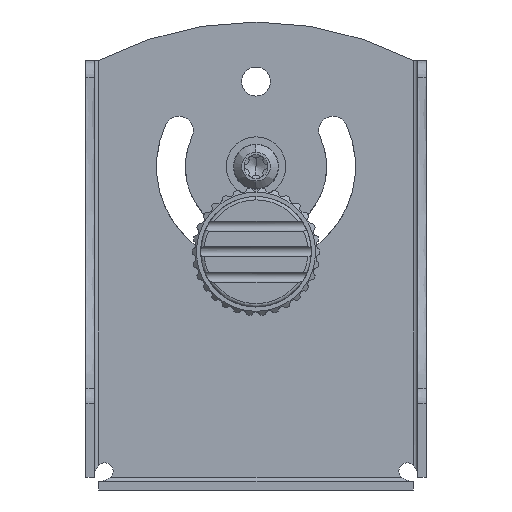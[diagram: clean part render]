
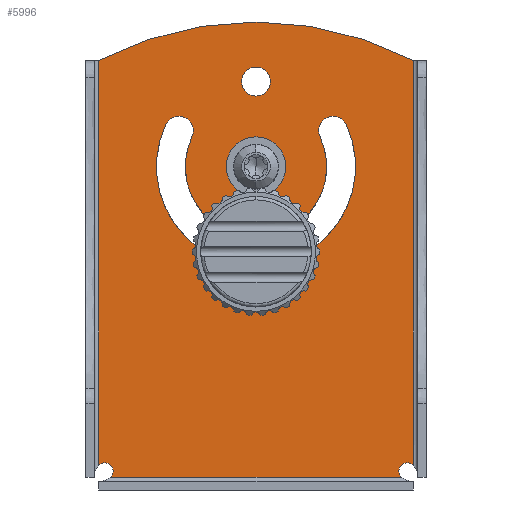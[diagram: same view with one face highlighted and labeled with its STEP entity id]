
A CAD part, left-side view. The second image highlights one B-rep face of the part: STEP entity #5996.
In plain terms, the highlighted planar face has unit normal (-1, 0, 0).
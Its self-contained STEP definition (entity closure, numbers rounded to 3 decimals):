
#1811=CARTESIAN_POINT('',(-76.,17.793,2.207));
#1812=DIRECTION('',(1.,0.,0.));
#1813=DIRECTION('',(0.,0.707,0.707));
#1814=AXIS2_PLACEMENT_3D('',#1811,#1812,#1813);
#1816=CARTESIAN_POINT('',(-76.,0.,15.));
#1817=DIRECTION('',(-1.,0.,0.));
#1818=DIRECTION('',(0.,0.,1.));
#1819=AXIS2_PLACEMENT_3D('',#1816,#1817,#1818);
#1821=CARTESIAN_POINT('',(-76.,0.,15.));
#1822=DIRECTION('',(-1.,0.,0.));
#1823=DIRECTION('',(0.,-0.463,0.887));
#1824=AXIS2_PLACEMENT_3D('',#1821,#1822,#1823);
#1826=CARTESIAN_POINT('',(-76.,-17.793,2.207));
#1827=DIRECTION('',(1.,0.,0.));
#1828=DIRECTION('',(0.,0.707,-0.707));
#1829=AXIS2_PLACEMENT_3D('',#1826,#1827,#1828);
#1831=CARTESIAN_POINT('',(-76.,0.,48.));
#1832=DIRECTION('',(-1.,0.,0.));
#1833=DIRECTION('',(0.,1.,0.));
#1834=AXIS2_PLACEMENT_3D('',#1831,#1832,#1833);
#1836=CARTESIAN_POINT('',(-76.,0.,48.));
#1837=DIRECTION('',(-1.,0.,0.));
#1838=DIRECTION('',(0.,-1.,0.));
#1839=AXIS2_PLACEMENT_3D('',#1836,#1837,#1838);
#1841=CARTESIAN_POINT('',(-76.,0.,38.));
#1842=DIRECTION('',(-1.,0.,0.));
#1843=DIRECTION('',(0.,1.,0.));
#1844=AXIS2_PLACEMENT_3D('',#1841,#1842,#1843);
#1846=CARTESIAN_POINT('',(-76.,0.,38.));
#1847=DIRECTION('',(-1.,0.,0.));
#1848=DIRECTION('',(0.,-1.,0.));
#1849=AXIS2_PLACEMENT_3D('',#1846,#1847,#1848);
#1851=CARTESIAN_POINT('',(-76.,0.,28.));
#1852=DIRECTION('',(-1.,0.,0.));
#1853=DIRECTION('',(0.,0.,1.));
#1854=AXIS2_PLACEMENT_3D('',#1851,#1852,#1853);
#1856=CARTESIAN_POINT('',(-76.,0.,38.));
#1857=DIRECTION('',(-1.,0.,0.));
#1858=DIRECTION('',(0.,0.906,0.423));
#1859=AXIS2_PLACEMENT_3D('',#1856,#1857,#1858);
#1861=CARTESIAN_POINT('',(-76.,9.063,42.226));
#1862=DIRECTION('',(-1.,0.,0.));
#1863=DIRECTION('',(0.,-0.906,-0.423));
#1864=AXIS2_PLACEMENT_3D('',#1861,#1862,#1863);
#1866=CARTESIAN_POINT('',(-76.,0.,38.));
#1867=DIRECTION('',(-1.,0.,0.));
#1868=DIRECTION('',(0.,0.906,0.423));
#1869=AXIS2_PLACEMENT_3D('',#1866,#1867,#1868);
#1871=CARTESIAN_POINT('',(-76.,0.,28.));
#1872=DIRECTION('',(-1.,0.,0.));
#1873=DIRECTION('',(0.,0.996,-0.095));
#1874=AXIS2_PLACEMENT_3D('',#1871,#1872,#1873);
#1876=CARTESIAN_POINT('',(-76.,0.,28.));
#1877=DIRECTION('',(-1.,0.,0.));
#1878=DIRECTION('',(0.,0.,-1.));
#1879=AXIS2_PLACEMENT_3D('',#1876,#1877,#1878);
#1881=CARTESIAN_POINT('',(-76.,0.,38.));
#1882=DIRECTION('',(-1.,0.,0.));
#1883=DIRECTION('',(0.,-0.442,-0.897));
#1884=AXIS2_PLACEMENT_3D('',#1881,#1882,#1883);
#1886=CARTESIAN_POINT('',(-76.,-9.063,42.226));
#1887=DIRECTION('',(-1.,0.,0.));
#1888=DIRECTION('',(0.,-0.906,0.423));
#1889=AXIS2_PLACEMENT_3D('',#1886,#1887,#1888);
#1891=CARTESIAN_POINT('',(-76.,0.,38.));
#1892=DIRECTION('',(-1.,0.,0.));
#1893=DIRECTION('',(0.,-0.519,-0.855));
#1894=AXIS2_PLACEMENT_3D('',#1891,#1892,#1893);
#1896=CARTESIAN_POINT('',(-76.,0.,28.));
#1897=DIRECTION('',(-1.,0.,0.));
#1898=DIRECTION('',(0.,-0.829,0.559));
#1899=AXIS2_PLACEMENT_3D('',#1896,#1897,#1898);
#1901=DIRECTION('',(0.,-1.,0.));
#1902=VECTOR('',#1901,34.172);
#1903=CARTESIAN_POINT('',(-76.,17.086,1.5));
#1904=LINE('',#1903,#1902);
#2476=DIRECTION('',(0.,0.,-1.));
#2477=VECTOR('',#2476,47.551);
#2478=CARTESIAN_POINT('',(-76.,18.5,50.465));
#2479=LINE('',#2478,#2477);
#2753=DIRECTION('',(0.,0.,-1.));
#2754=VECTOR('',#2753,47.551);
#2755=CARTESIAN_POINT('',(-76.,-18.5,50.465));
#2756=LINE('',#2755,#2754);
#4141=CARTESIAN_POINT('',(-76.,-18.5,50.465));
#4142=CARTESIAN_POINT('',(-76.,0.,55.));
#4143=VERTEX_POINT('',#4141);
#4144=VERTEX_POINT('',#4142);
#4145=CARTESIAN_POINT('',(-76.,18.5,50.465));
#4146=VERTEX_POINT('',#4145);
#4179=CARTESIAN_POINT('',(-76.,18.5,2.914));
#4180=CARTESIAN_POINT('',(-76.,17.086,1.5));
#4181=VERTEX_POINT('',#4179);
#4182=VERTEX_POINT('',#4180);
#4195=CARTESIAN_POINT('',(-76.,-17.086,1.5));
#4196=CARTESIAN_POINT('',(-76.,-18.5,2.914));
#4197=VERTEX_POINT('',#4195);
#4198=VERTEX_POINT('',#4196);
#4287=CARTESIAN_POINT('',(-76.,2.9,38.));
#4288=CARTESIAN_POINT('',(-76.,-2.9,38.));
#4289=VERTEX_POINT('',#4287);
#4290=VERTEX_POINT('',#4288);
#4291=CARTESIAN_POINT('',(-76.,-10.604,42.945));
#4292=CARTESIAN_POINT('',(-76.,-7.522,41.508));
#4293=VERTEX_POINT('',#4291);
#4294=VERTEX_POINT('',#4292);
#4295=CARTESIAN_POINT('',(-76.,7.522,41.508));
#4296=CARTESIAN_POINT('',(-76.,10.604,42.945));
#4297=VERTEX_POINT('',#4295);
#4298=VERTEX_POINT('',#4296);
#4303=CARTESIAN_POINT('',(-76.,1.7,48.));
#4304=CARTESIAN_POINT('',(-76.,-1.7,48.));
#4305=VERTEX_POINT('',#4303);
#4306=VERTEX_POINT('',#4304);
#4707=CARTESIAN_POINT('',(-76.,0.,33.2));
#4708=CARTESIAN_POINT('',(-76.,4.311,30.908));
#4709=VERTEX_POINT('',#4707);
#4710=VERTEX_POINT('',#4708);
#4711=CARTESIAN_POINT('',(-76.,0.,22.8));
#4712=CARTESIAN_POINT('',(-76.,-5.177,27.508));
#4713=VERTEX_POINT('',#4711);
#4714=VERTEX_POINT('',#4712);
#4715=CARTESIAN_POINT('',(-76.,5.177,27.508));
#4716=VERTEX_POINT('',#4715);
#4717=CARTESIAN_POINT('',(-76.,-4.311,30.908));
#4718=VERTEX_POINT('',#4717);
#5943=CARTESIAN_POINT('',(-76.,18.5,0.));
#5944=DIRECTION('',(1.,0.,0.));
#5945=DIRECTION('',(0.,0.,1.));
#5946=AXIS2_PLACEMENT_3D('',#5943,#5944,#5945);
#5947=PLANE('',#5946);
#5949=ORIENTED_EDGE('',*,*,#5948,.F.);
#5951=ORIENTED_EDGE('',*,*,#5950,.F.);
#5953=ORIENTED_EDGE('',*,*,#5952,.F.);
#5955=ORIENTED_EDGE('',*,*,#5954,.F.);
#5957=ORIENTED_EDGE('',*,*,#5956,.F.);
#5959=ORIENTED_EDGE('',*,*,#5958,.T.);
#5961=ORIENTED_EDGE('',*,*,#5960,.F.);
#5962=EDGE_LOOP('',(#5949,#5951,#5953,#5955,#5957,#5959,#5961));
#5963=FACE_OUTER_BOUND('',#5962,.F.);
#5965=ORIENTED_EDGE('',*,*,#5964,.T.);
#5967=ORIENTED_EDGE('',*,*,#5966,.T.);
#5968=EDGE_LOOP('',(#5965,#5967));
#5969=FACE_BOUND('',#5968,.F.);
#5971=ORIENTED_EDGE('',*,*,#5970,.T.);
#5973=ORIENTED_EDGE('',*,*,#5972,.T.);
#5974=EDGE_LOOP('',(#5971,#5973));
#5975=FACE_BOUND('',#5974,.F.);
#5976=ORIENTED_EDGE('',*,*,#5929,.T.);
#5978=ORIENTED_EDGE('',*,*,#5977,.F.);
#5980=ORIENTED_EDGE('',*,*,#5979,.T.);
#5982=ORIENTED_EDGE('',*,*,#5981,.T.);
#5983=ORIENTED_EDGE('',*,*,#5936,.T.);
#5985=ORIENTED_EDGE('',*,*,#5984,.T.);
#5987=ORIENTED_EDGE('',*,*,#5986,.T.);
#5989=ORIENTED_EDGE('',*,*,#5988,.T.);
#5991=ORIENTED_EDGE('',*,*,#5990,.F.);
#5993=ORIENTED_EDGE('',*,*,#5992,.T.);
#5994=EDGE_LOOP('',(#5976,#5978,#5980,#5982,#5983,#5985,#5987,#5989,#5991,
#5993));
#5995=FACE_BOUND('',#5994,.F.);
#1815=CIRCLE('',#1814,1.);
#1820=CIRCLE('',#1819,40.);
#1825=CIRCLE('',#1824,40.);
#1830=CIRCLE('',#1829,1.);
#1835=CIRCLE('',#1834,1.7);
#1840=CIRCLE('',#1839,1.7);
#1845=CIRCLE('',#1844,2.9);
#1850=CIRCLE('',#1849,2.9);
#1855=CIRCLE('',#1854,5.2);
#1860=CIRCLE('',#1859,8.3);
#1865=CIRCLE('',#1864,1.7);
#1870=CIRCLE('',#1869,11.7);
#1875=CIRCLE('',#1874,5.2);
#1880=CIRCLE('',#1879,5.2);
#1885=CIRCLE('',#1884,11.7);
#1890=CIRCLE('',#1889,1.7);
#1895=CIRCLE('',#1894,8.3);
#1900=CIRCLE('',#1899,5.2);
#5929=EDGE_CURVE('',#4709,#4710,#1855,.T.);
#5936=EDGE_CURVE('',#4716,#4713,#1875,.T.);
#5948=EDGE_CURVE('',#4182,#4197,#1904,.T.);
#5950=EDGE_CURVE('',#4181,#4182,#1815,.T.);
#5952=EDGE_CURVE('',#4146,#4181,#2479,.T.);
#5954=EDGE_CURVE('',#4144,#4146,#1820,.T.);
#5956=EDGE_CURVE('',#4143,#4144,#1825,.T.);
#5958=EDGE_CURVE('',#4143,#4198,#2756,.T.);
#5960=EDGE_CURVE('',#4197,#4198,#1830,.T.);
#5964=EDGE_CURVE('',#4305,#4306,#1835,.T.);
#5966=EDGE_CURVE('',#4306,#4305,#1840,.T.);
#5970=EDGE_CURVE('',#4289,#4290,#1845,.T.);
#5972=EDGE_CURVE('',#4290,#4289,#1850,.T.);
#5977=EDGE_CURVE('',#4297,#4710,#1860,.T.);
#5979=EDGE_CURVE('',#4297,#4298,#1865,.T.);
#5981=EDGE_CURVE('',#4298,#4716,#1870,.T.);
#5984=EDGE_CURVE('',#4713,#4714,#1880,.T.);
#5986=EDGE_CURVE('',#4714,#4293,#1885,.T.);
#5988=EDGE_CURVE('',#4293,#4294,#1890,.T.);
#5990=EDGE_CURVE('',#4718,#4294,#1895,.T.);
#5992=EDGE_CURVE('',#4718,#4709,#1900,.T.);
#5996=ADVANCED_FACE('',(#5963,#5969,#5975,#5995),#5947,.F.);
